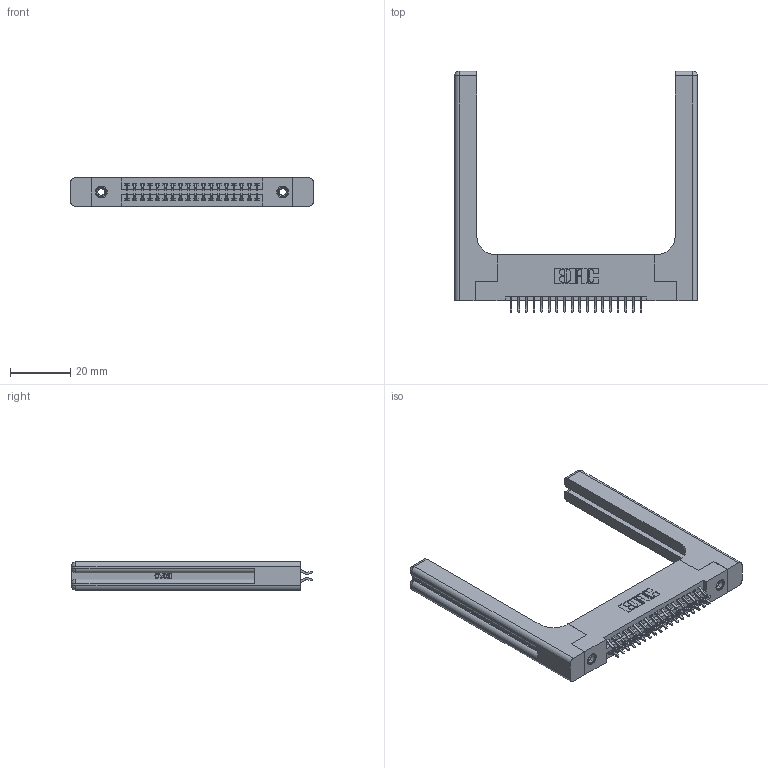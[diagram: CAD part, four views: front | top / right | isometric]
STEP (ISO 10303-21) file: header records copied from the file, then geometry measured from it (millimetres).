
FILE_DESCRIPTION (( 'STEP AP203' ), '1' );
FILE_NAME ('345-036-556-258.STEP', '2019-10-28T12:45:35', ( '' ), ( '' ), 'SwSTEP 2.0', 'SolidWorks 2016', '' );
FILE_SCHEMA (( 'CONFIG_CONTROL_DESIGN' ));
Length unit declared in the file: inch
Products named in the file (5): 345 Part_Flush Mounting Lugs - 0.156 Dia-TH; 345-036-556-258; 345-220-058_345-220-058; 345-292-001_556 Tail; 345-250-001_345-250-001-102
Assembly tree (41 placements, depth 2):
  345-036-556-258
    345 Part_Flush Mounting Lugs - 0.156 Dia-TH
    345-292-001_556 Tail  x36
    345-250-001_345-250-001-102  x2
    345-220-058_345-220-058  x2
Bounding box: 80.75 x 80.2 x 9.4 mm (x, y, z)
Volume: 16094.7 mm3; surface area: 15825.6 mm2
Topology: 41 solids, 41 shells, 2398 faces, 7019 edges, 4610 vertices
Faces by surface type: plane 1560, cylinder 778, bspline 36, cone 12, sphere 8, torus 4
Entity records: 22756 total; most frequent: CARTESIAN_POINT 4845, ORIENTED_EDGE 3564, DIRECTION 3222, EDGE_CURVE 1782, LINE 1478, VECTOR 1478, VERTEX_POINT 1178, AXIS2_PLACEMENT_3D 872
